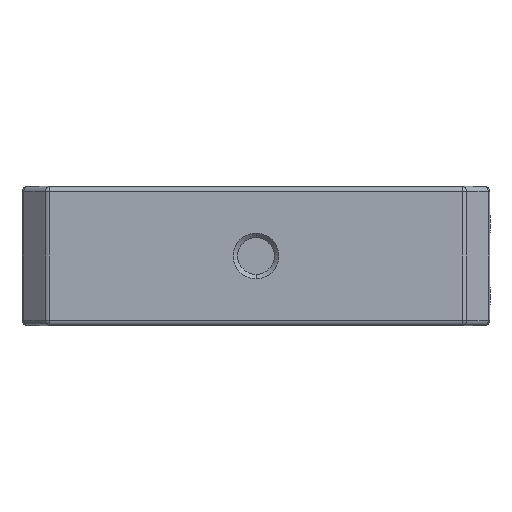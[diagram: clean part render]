
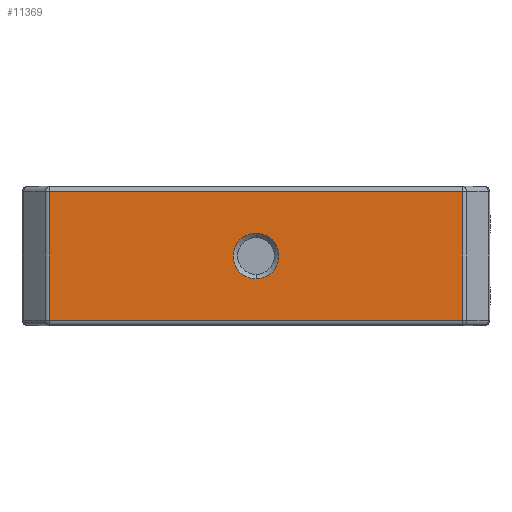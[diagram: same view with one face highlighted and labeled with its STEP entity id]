
A CAD part, front view. The second image highlights one B-rep face of the part: STEP entity #11369.
In plain terms, the highlighted planar face has unit normal (0, -1, 0).
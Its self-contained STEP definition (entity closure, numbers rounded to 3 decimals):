
#68 = EDGE_LOOP ( 'NONE', ( #2237, #24258 ) ) ;
#253 = DIRECTION ( 'NONE',  ( 0., 0., -1. ) ) ;
#409 = PLANE ( 'NONE',  #16738 ) ;
#954 = EDGE_CURVE ( 'NONE', #15311, #4112, #8090, .T. ) ;
#1856 = EDGE_CURVE ( 'NONE', #8583, #7496, #9757, .T. ) ;
#2237 = ORIENTED_EDGE ( 'NONE', *, *, #954, .T. ) ;
#2572 = FACE_OUTER_BOUND ( 'NONE', #10593, .T. ) ;
#3953 = CARTESIAN_POINT ( 'NONE',  ( 12.087, -18.043, 6.25 ) ) ;
#4112 = VERTEX_POINT ( 'NONE', #12808 ) ;
#4423 = CARTESIAN_POINT ( 'NONE',  ( 12.087, -18.043, -5.75 ) ) ;
#5053 = DIRECTION ( 'NONE',  ( 0., 1., 0. ) ) ;
#6087 = ORIENTED_EDGE ( 'NONE', *, *, #7521, .T. ) ;
#6925 = VECTOR ( 'NONE', #253, 1000. ) ;
#7176 = CARTESIAN_POINT ( 'NONE',  ( 12.294, -18.043, 5.75 ) ) ;
#7234 = VERTEX_POINT ( 'NONE', #11693 ) ;
#7444 = ORIENTED_EDGE ( 'NONE', *, *, #1856, .T. ) ;
#7496 = VERTEX_POINT ( 'NONE', #17219 ) ;
#7521 = EDGE_CURVE ( 'NONE', #7496, #13023, #24778, .T. ) ;
#8090 = CIRCLE ( 'NONE', #13419, 2.05 ) ;
#8368 = FACE_BOUND ( 'NONE', #68, .T. ) ;
#8463 = DIRECTION ( 'NONE',  ( -1., 0., 0. ) ) ;
#8583 = VERTEX_POINT ( 'NONE', #4423 ) ;
#9652 = VECTOR ( 'NONE', #22165, 1000. ) ;
#9757 = LINE ( 'NONE', #3953, #13680 ) ;
#10177 = DIRECTION ( 'NONE',  ( 1., 0., 0. ) ) ;
#10300 = DIRECTION ( 'NONE',  ( 0., 1., 0. ) ) ;
#10593 = EDGE_LOOP ( 'NONE', ( #6087, #10607, #25267, #7444 ) ) ;
#10607 = ORIENTED_EDGE ( 'NONE', *, *, #12719, .T. ) ;
#11369 = ADVANCED_FACE ( 'NONE', ( #8368, #2572 ), #409, .F. ) ;
#11693 = CARTESIAN_POINT ( 'NONE',  ( -24.999, -18.043, -5.75 ) ) ;
#12187 = CIRCLE ( 'NONE', #24076, 2.05 ) ;
#12333 = EDGE_CURVE ( 'NONE', #4112, #15311, #12187, .T. ) ;
#12652 = CARTESIAN_POINT ( 'NONE',  ( -6.456, -18.043, 0. ) ) ;
#12719 = EDGE_CURVE ( 'NONE', #13023, #7234, #21356, .T. ) ;
#12768 = CARTESIAN_POINT ( 'NONE',  ( 12.294, -18.043, -5.75 ) ) ;
#12808 = CARTESIAN_POINT ( 'NONE',  ( -6.456, -18.043, 2.05 ) ) ;
#12886 = LINE ( 'NONE', #12768, #9652 ) ;
#13023 = VERTEX_POINT ( 'NONE', #21944 ) ;
#13419 = AXIS2_PLACEMENT_3D ( 'NONE', #18510, #16556, #8463 ) ;
#13680 = VECTOR ( 'NONE', #19551, 1000. ) ;
#15311 = VERTEX_POINT ( 'NONE', #25000 ) ;
#16073 = CARTESIAN_POINT ( 'NONE',  ( -24.999, -18.043, 6.25 ) ) ;
#16556 = DIRECTION ( 'NONE',  ( 0., 1., 0. ) ) ;
#16738 = AXIS2_PLACEMENT_3D ( 'NONE', #19841, #10300, #10177 ) ;
#17219 = CARTESIAN_POINT ( 'NONE',  ( 12.087, -18.043, 5.75 ) ) ;
#18219 = EDGE_CURVE ( 'NONE', #7234, #8583, #12886, .T. ) ;
#18510 = CARTESIAN_POINT ( 'NONE',  ( -6.456, -18.043, 0. ) ) ;
#18966 = DIRECTION ( 'NONE',  ( -1., 0., 0. ) ) ;
#19328 = VECTOR ( 'NONE', #22871, 1000. ) ;
#19551 = DIRECTION ( 'NONE',  ( 0., 0., 1. ) ) ;
#19841 = CARTESIAN_POINT ( 'NONE',  ( 12.294, -18.043, 6.25 ) ) ;
#21356 = LINE ( 'NONE', #16073, #6925 ) ;
#21944 = CARTESIAN_POINT ( 'NONE',  ( -24.999, -18.043, 5.75 ) ) ;
#22165 = DIRECTION ( 'NONE',  ( 1., 0., 0. ) ) ;
#22871 = DIRECTION ( 'NONE',  ( -1., 0., 0. ) ) ;
#24076 = AXIS2_PLACEMENT_3D ( 'NONE', #12652, #5053, #18966 ) ;
#24258 = ORIENTED_EDGE ( 'NONE', *, *, #12333, .T. ) ;
#24778 = LINE ( 'NONE', #7176, #19328 ) ;
#25000 = CARTESIAN_POINT ( 'NONE',  ( -6.456, -18.043, -2.05 ) ) ;
#25267 = ORIENTED_EDGE ( 'NONE', *, *, #18219, .T. ) ;
